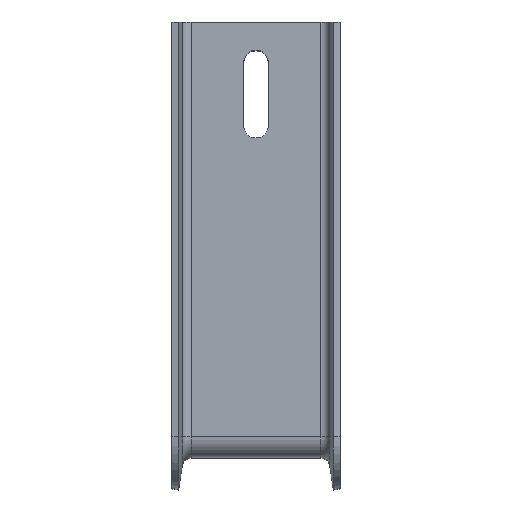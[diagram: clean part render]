
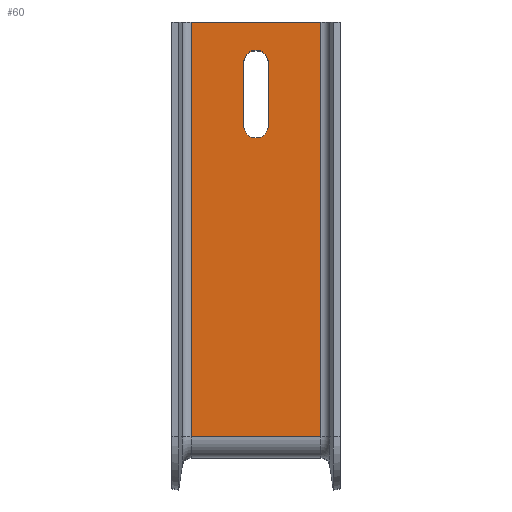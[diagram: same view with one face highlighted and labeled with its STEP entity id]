
A CAD part, top view. The second image highlights one B-rep face of the part: STEP entity #60.
In plain terms, the highlighted planar face has unit normal (0, 0, 1).
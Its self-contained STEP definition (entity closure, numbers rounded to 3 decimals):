
#2 = EDGE_CURVE ( 'NONE', #1634, #1599, #1546, .T. ) ;
#3 = EDGE_CURVE ( 'NONE', #1609, #1634, #1549, .T. ) ;
#4 = EDGE_CURVE ( 'NONE', #1610, #1609, #1547, .T. ) ;
#5 = EDGE_CURVE ( 'NONE', #1599, #1610, #1544, .T. ) ;
#6 = EDGE_CURVE ( 'NONE', #1593, #1630, #1543, .T. ) ;
#7 = EDGE_CURVE ( 'NONE', #1593, #1622, #1541, .T. ) ;
#8 = EDGE_CURVE ( 'NONE', #1622, #1607, #1540, .T. ) ;
#14 = AXIS2_PLACEMENT_3D ( 'NONE', #341, #340, #339 ) ;
#60 = ADVANCED_FACE ( 'NONE', ( #1457, #1454 ), #242, .F. ) ;
#120 = DIRECTION ( 'NONE',  ( 1., 0., 0. ) ) ;
#237 = DIRECTION ( 'NONE',  ( 0., 1., 0. ) ) ;
#238 = DIRECTION ( 'NONE',  ( 0., 0., -1. ) ) ;
#242 = PLANE ( 'NONE',  #456 ) ;
#259 = CARTESIAN_POINT ( 'NONE',  ( -18.5, 6., 62.5 ) ) ;
#324 = DIRECTION ( 'NONE',  ( -1., 0., 0. ) ) ;
#327 = DIRECTION ( 'NONE',  ( 0., 1., 0. ) ) ;
#329 = DIRECTION ( 'NONE',  ( 0., 0., 1. ) ) ;
#333 = CARTESIAN_POINT ( 'NONE',  ( 0., 94.5, 62.5 ) ) ;
#334 = CARTESIAN_POINT ( 'NONE',  ( 18.5, 6., 62.5 ) ) ;
#335 = CARTESIAN_POINT ( 'NONE',  ( -18.5, 124., 62.5 ) ) ;
#337 = DIRECTION ( 'NONE',  ( 0., 1., 0. ) ) ;
#338 = DIRECTION ( 'NONE',  ( -1., 0., 0. ) ) ;
#339 = DIRECTION ( 'NONE',  ( 1., 0., 0. ) ) ;
#340 = DIRECTION ( 'NONE',  ( 0., 0., 1. ) ) ;
#341 = CARTESIAN_POINT ( 'NONE',  ( 0., 112.5, 62.5 ) ) ;
#343 = CARTESIAN_POINT ( 'NONE',  ( 3.5, 112.5, 62.5 ) ) ;
#345 = CARTESIAN_POINT ( 'NONE',  ( -18.5, 6., 62.5 ) ) ;
#359 = DIRECTION ( 'NONE',  ( 0., -1., 0. ) ) ;
#362 = CARTESIAN_POINT ( 'NONE',  ( -3.5, 112.5, 62.5 ) ) ;
#404 = EDGE_CURVE ( 'NONE', #1630, #1607, #1265, .T. ) ;
#456 = AXIS2_PLACEMENT_3D ( 'NONE', #259, #238, #237 ) ;
#666 = CARTESIAN_POINT ( 'NONE',  ( -18.5, 6., 62.5 ) ) ;
#672 = DIRECTION ( 'NONE',  ( 0., 1., 0. ) ) ;
#790 = AXIS2_PLACEMENT_3D ( 'NONE', #333, #329, #120 ) ;
#1005 = CARTESIAN_POINT ( 'NONE',  ( -3.5, 112.5, 62.5 ) ) ;
#1013 = CARTESIAN_POINT ( 'NONE',  ( -18.5, 6., 62.5 ) ) ;
#1022 = CARTESIAN_POINT ( 'NONE',  ( 18.5, 124., 62.5 ) ) ;
#1042 = CARTESIAN_POINT ( 'NONE',  ( 3.5, 94.5, 62.5 ) ) ;
#1043 = CARTESIAN_POINT ( 'NONE',  ( 3.5, 112.5, 62.5 ) ) ;
#1045 = CARTESIAN_POINT ( 'NONE',  ( -18.5, 124., 62.5 ) ) ;
#1057 = CARTESIAN_POINT ( 'NONE',  ( -3.5, 94.5, 62.5 ) ) ;
#1065 = CARTESIAN_POINT ( 'NONE',  ( 18.5, 6., 62.5 ) ) ;
#1259 = VECTOR ( 'NONE', #672, 1000. ) ;
#1265 = LINE ( 'NONE', #666, #1259 ) ;
#1454 = FACE_OUTER_BOUND ( 'NONE', #1723, .T. ) ;
#1457 = FACE_BOUND ( 'NONE', #1718, .T. ) ;
#1535 = VECTOR ( 'NONE', #324, 1000. ) ;
#1537 = VECTOR ( 'NONE', #327, 1000. ) ;
#1539 = VECTOR ( 'NONE', #338, 1000. ) ;
#1540 = LINE ( 'NONE', #335, #1535 ) ;
#1541 = LINE ( 'NONE', #334, #1537 ) ;
#1542 = VECTOR ( 'NONE', #337, 1000. ) ;
#1543 = LINE ( 'NONE', #345, #1539 ) ;
#1544 = CIRCLE ( 'NONE', #790, 3.5 ) ;
#1545 = VECTOR ( 'NONE', #359, 1000. ) ;
#1546 = LINE ( 'NONE', #362, #1545 ) ;
#1547 = LINE ( 'NONE', #343, #1542 ) ;
#1549 = CIRCLE ( 'NONE', #14, 3.5 ) ;
#1593 = VERTEX_POINT ( 'NONE', #1065 ) ;
#1599 = VERTEX_POINT ( 'NONE', #1057 ) ;
#1607 = VERTEX_POINT ( 'NONE', #1045 ) ;
#1609 = VERTEX_POINT ( 'NONE', #1043 ) ;
#1610 = VERTEX_POINT ( 'NONE', #1042 ) ;
#1622 = VERTEX_POINT ( 'NONE', #1022 ) ;
#1630 = VERTEX_POINT ( 'NONE', #1013 ) ;
#1634 = VERTEX_POINT ( 'NONE', #1005 ) ;
#1718 = EDGE_LOOP ( 'NONE', ( #1777, #1725, #1726, #1727 ) ) ;
#1723 = EDGE_LOOP ( 'NONE', ( #1728, #1729, #1730, #1731 ) ) ;
#1725 = ORIENTED_EDGE ( 'NONE', *, *, #3, .F. ) ;
#1726 = ORIENTED_EDGE ( 'NONE', *, *, #4, .F. ) ;
#1727 = ORIENTED_EDGE ( 'NONE', *, *, #5, .F. ) ;
#1728 = ORIENTED_EDGE ( 'NONE', *, *, #6, .F. ) ;
#1729 = ORIENTED_EDGE ( 'NONE', *, *, #7, .T. ) ;
#1730 = ORIENTED_EDGE ( 'NONE', *, *, #8, .T. ) ;
#1731 = ORIENTED_EDGE ( 'NONE', *, *, #404, .F. ) ;
#1777 = ORIENTED_EDGE ( 'NONE', *, *, #2, .F. ) ;
